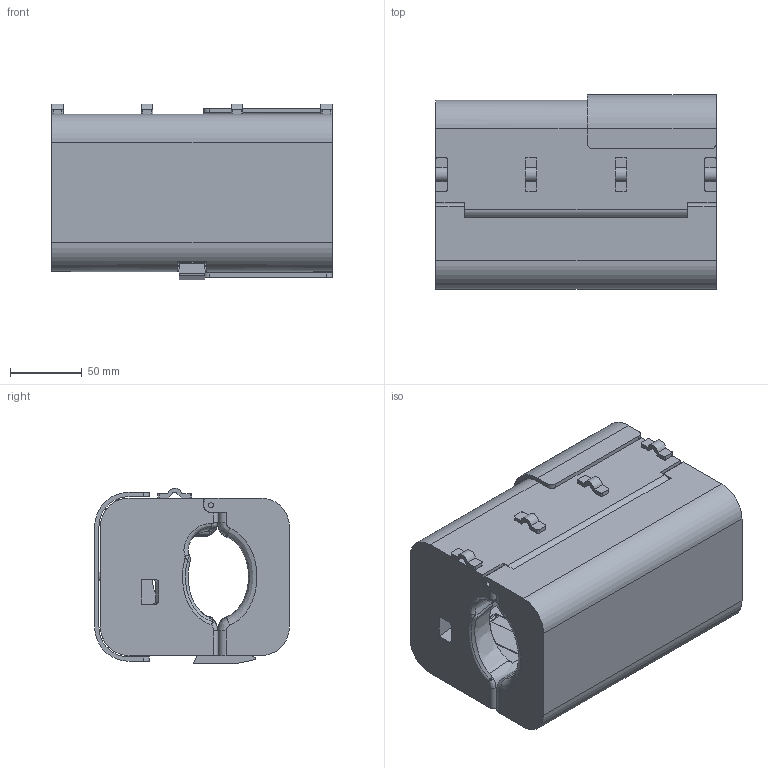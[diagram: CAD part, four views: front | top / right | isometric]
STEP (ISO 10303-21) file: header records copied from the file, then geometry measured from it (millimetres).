
FILE_DESCRIPTION(/* description */ (''),/* implementation_level */ '2;1');
FILE_NAME(/* name */ 'Modus Bracer v184.step',/* time_stamp */ '2020-10-03T11:24:41-04:00',/* author */ (''),/* organization */ (''),/* preprocessor_version */ 'ST-DEVELOPER v18.1',/* originating_system */ 'Autodesk Translation Framework v9.3.0.1241',/* authorisation */ '');
FILE_SCHEMA (('AUTOMOTIVE_DESIGN { 1 0 10303 214 3 1 1 }'));
Length unit declared in the file: millimetre
Products named in the file (8): Modus Bracer; Arm Mounting; Top Case; Top; Clip; Button Revision; Cable Clip; Bottom Base
Assembly tree (10 placements, depth 4):
  Modus Bracer
    Arm Mounting
      Top Case
        Top
        Clip
        Button Revision
        Cable Clip  x4
      Bottom Base
Bounding box: 196 x 136 x 122.84 mm (x, y, z)
Volume: 1780710.4 mm3; surface area: 223897.4 mm2
Topology: 8 solids, 8 shells, 295 faces, 803 edges, 530 vertices
Faces by surface type: plane 174, cylinder 70, bspline 41, cone 10
Full cylindrical faces by diameter (mm): 3.59 x4, 6 x1, 9 x1
Entity records: 9836 total; most frequent: CARTESIAN_POINT 3563, ORIENTED_EDGE 1342, DIRECTION 1135, EDGE_CURVE 671, VERTEX_POINT 446, LINE 395, VECTOR 395, AXIS2_PLACEMENT_3D 370
